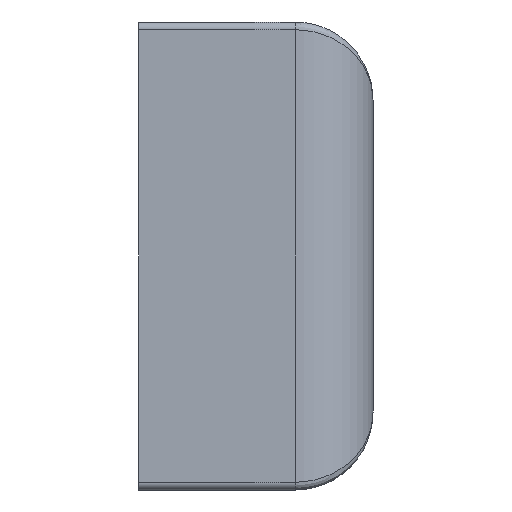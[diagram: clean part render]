
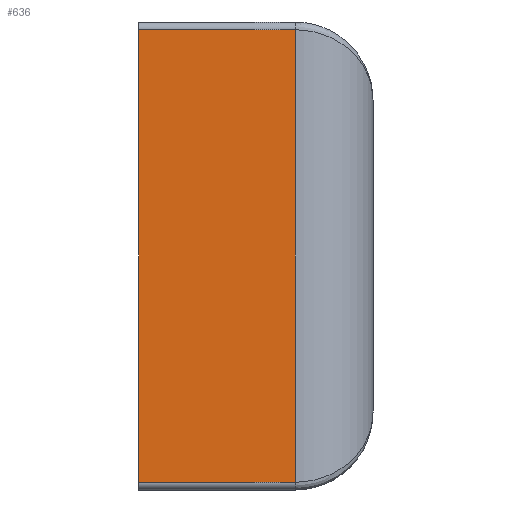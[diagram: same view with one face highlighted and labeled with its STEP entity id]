
A CAD part, left-side view. The second image highlights one B-rep face of the part: STEP entity #636.
In plain terms, the highlighted planar face has unit normal (-1, 0, 0).
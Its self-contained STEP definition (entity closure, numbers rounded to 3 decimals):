
#15 = EDGE_CURVE ( 'NONE', #1293, #872, #1065, .T. ) ;
#126 = CARTESIAN_POINT ( 'NONE',  ( -80., 0., 30. ) ) ;
#191 = VERTEX_POINT ( 'NONE', #838 ) ;
#236 = EDGE_CURVE ( 'NONE', #1037, #191, #524, .T. ) ;
#279 = VECTOR ( 'NONE', #726, 1000. ) ;
#288 = EDGE_CURVE ( 'NONE', #191, #1293, #922, .T. ) ;
#313 = CARTESIAN_POINT ( 'NONE',  ( -80., 15., 29.5 ) ) ;
#321 = CARTESIAN_POINT ( 'NONE',  ( -80., 0., 0.5 ) ) ;
#344 = CARTESIAN_POINT ( 'NONE',  ( -80., 15., 0.5 ) ) ;
#351 = LINE ( 'NONE', #1145, #1156 ) ;
#357 = PLANE ( 'NONE',  #1264 ) ;
#385 = DIRECTION ( 'NONE',  ( -1., 0., 0. ) ) ;
#428 = DIRECTION ( 'NONE',  ( 0., 0., -1. ) ) ;
#445 = CARTESIAN_POINT ( 'NONE',  ( -80., 5., 29.5 ) ) ;
#483 = EDGE_LOOP ( 'NONE', ( #935, #996, #655, #916 ) ) ;
#515 = VECTOR ( 'NONE', #1265, 1000. ) ;
#524 = LINE ( 'NONE', #321, #279 ) ;
#542 = EDGE_CURVE ( 'NONE', #872, #1037, #351, .T. ) ;
#636 = ADVANCED_FACE ( 'NONE', ( #1018 ), #357, .T. ) ;
#655 = ORIENTED_EDGE ( 'NONE', *, *, #15, .T. ) ;
#668 = DIRECTION ( 'NONE',  ( 0., -1., 0. ) ) ;
#726 = DIRECTION ( 'NONE',  ( 0., -1., 0. ) ) ;
#838 = CARTESIAN_POINT ( 'NONE',  ( -80., 5., 0.5 ) ) ;
#872 = VERTEX_POINT ( 'NONE', #313 ) ;
#886 = VECTOR ( 'NONE', #1026, 1000. ) ;
#916 = ORIENTED_EDGE ( 'NONE', *, *, #542, .T. ) ;
#922 = LINE ( 'NONE', #1036, #886 ) ;
#935 = ORIENTED_EDGE ( 'NONE', *, *, #236, .T. ) ;
#967 = CARTESIAN_POINT ( 'NONE',  ( -80., 15., 29.5 ) ) ;
#996 = ORIENTED_EDGE ( 'NONE', *, *, #288, .T. ) ;
#1018 = FACE_OUTER_BOUND ( 'NONE', #483, .T. ) ;
#1026 = DIRECTION ( 'NONE',  ( 0., 0., 1. ) ) ;
#1036 = CARTESIAN_POINT ( 'NONE',  ( -80., 5., 29.5 ) ) ;
#1037 = VERTEX_POINT ( 'NONE', #344 ) ;
#1065 = LINE ( 'NONE', #967, #515 ) ;
#1145 = CARTESIAN_POINT ( 'NONE',  ( -80., 15., 30. ) ) ;
#1156 = VECTOR ( 'NONE', #428, 1000. ) ;
#1264 = AXIS2_PLACEMENT_3D ( 'NONE', #126, #385, #668 ) ;
#1265 = DIRECTION ( 'NONE',  ( 0., 1., 0. ) ) ;
#1293 = VERTEX_POINT ( 'NONE', #445 ) ;
